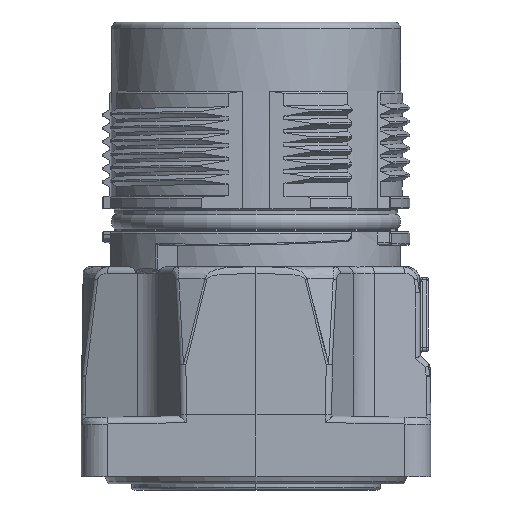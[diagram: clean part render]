
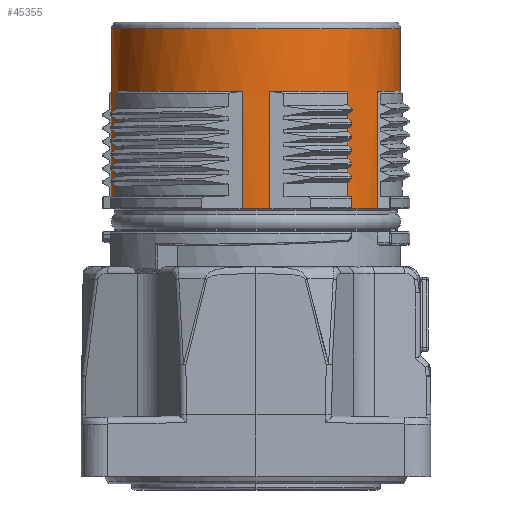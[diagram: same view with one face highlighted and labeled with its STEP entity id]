
A CAD part, front view. The second image highlights one B-rep face of the part: STEP entity #45355.
In plain terms, the highlighted cylindrical face has radius 10.75 mm (diameter 21.5 mm), a partial arc.
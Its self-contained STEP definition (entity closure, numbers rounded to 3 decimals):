
#8570=CARTESIAN_POINT('',(0.,0.,33.3));
#8571=DIRECTION('',(0.,0.,1.));
#8572=DIRECTION('',(-1.,0.,0.));
#8573=AXIS2_PLACEMENT_3D('',#8570,#8571,#8572);
#8575=CARTESIAN_POINT('',(0.,0.,28.65));
#8576=DIRECTION('',(0.,0.,-1.));
#8577=DIRECTION('',(1.,0.,0.));
#8578=AXIS2_PLACEMENT_3D('',#8575,#8576,#8577);
#8585=DIRECTION('',(0.,0.,1.));
#8586=VECTOR('',#8585,4.8);
#8587=CARTESIAN_POINT('',(-10.75,0.,28.5));
#8588=LINE('',#8587,#8586);
#8589=CARTESIAN_POINT('',(0.,0.,28.5));
#8590=DIRECTION('',(0.,0.,1.));
#8591=DIRECTION('',(-1.,0.014,0.));
#8592=AXIS2_PLACEMENT_3D('',#8589,#8590,#8591);
#8603=DIRECTION('',(0.,0.,1.));
#8604=VECTOR('',#8603,4.65);
#8605=CARTESIAN_POINT('',(10.75,0.,28.65));
#8606=LINE('',#8605,#8604);
#8648=DIRECTION('',(0.,0.,1.));
#8649=VECTOR('',#8648,8.6);
#8650=CARTESIAN_POINT('',(-10.749,0.152,19.9));
#8651=LINE('',#8650,#8649);
#8685=CARTESIAN_POINT('',(0.,0.,19.9));
#8686=DIRECTION('',(0.,0.,1.));
#8687=DIRECTION('',(0.626,-0.779,0.));
#8688=AXIS2_PLACEMENT_3D('',#8685,#8686,#8687);
#8734=CARTESIAN_POINT('',(0.,0.,19.9));
#8735=DIRECTION('',(0.,0.,1.));
#8736=DIRECTION('',(-1.,0.014,0.));
#8737=AXIS2_PLACEMENT_3D('',#8734,#8735,#8736);
#8747=CARTESIAN_POINT('',(0.,0.,19.9));
#8748=DIRECTION('',(0.,0.,1.));
#8749=DIRECTION('',(-0.096,-0.995,0.));
#8750=AXIS2_PLACEMENT_3D('',#8747,#8748,#8749);
#8795=DIRECTION('',(0.,0.,-1.));
#8796=VECTOR('',#8795,8.75);
#8797=CARTESIAN_POINT('',(6.734,-8.379,28.65));
#8798=LINE('',#8797,#8796);
#8828=DIRECTION('',(0.,0.,1.));
#8829=VECTOR('',#8828,8.75);
#8830=CARTESIAN_POINT('',(1.036,-10.7,19.9));
#8831=LINE('',#8830,#8829);
#8853=CARTESIAN_POINT('',(1.036,-10.7,28.65));
#8855=CARTESIAN_POINT('',(0.,0.,
28.65));
#8856=DIRECTION('',(0.,0.,1.));
#8857=DIRECTION('',(0.096,-0.995,0.));
#8858=AXIS2_PLACEMENT_3D('',#8855,#8856,#8857);
#9591=DIRECTION('',(0.,0.,1.));
#9592=VECTOR('',#9591,8.75);
#9593=CARTESIAN_POINT('',(9.027,-5.837,19.9));
#9594=LINE('',#9593,#9592);
#13158=DIRECTION('',(0.,0.,1.));
#13159=VECTOR('',#13158,8.75);
#13160=CARTESIAN_POINT('',(-10.257,-3.217,19.9));
#13161=LINE('',#13160,#13159);
#14008=CARTESIAN_POINT('',(0.,0.,
28.65));
#14009=DIRECTION('',(0.,0.,1.));
#14010=DIRECTION('',(-0.954,-0.299,0.));
#14011=AXIS2_PLACEMENT_3D('',#14008,#14009,#14010);
#14013=CARTESIAN_POINT('',(-1.036,-10.7,28.65));
#14020=DIRECTION('',(0.,0.,-1.));
#14021=VECTOR('',#14020,8.75);
#14022=CARTESIAN_POINT('',(-1.036,-10.7,28.65));
#14023=LINE('',#14022,#14021);
#28872=CARTESIAN_POINT('',(10.75,0.,28.65));
#28873=CARTESIAN_POINT('',(9.027,-5.837,28.65));
#28874=VERTEX_POINT('',#28872);
#28875=VERTEX_POINT('',#28873);
#28973=VERTEX_POINT('',#8853);
#29264=VERTEX_POINT('',#14013);
#29267=CARTESIAN_POINT('',(6.734,-8.379,
28.65));
#29268=VERTEX_POINT('',#29267);
#29269=CARTESIAN_POINT('',(1.036,-10.7,19.9));
#29270=VERTEX_POINT('',#29269);
#29273=CARTESIAN_POINT('',(-10.257,-3.217,
28.65));
#29274=VERTEX_POINT('',#29273);
#29275=CARTESIAN_POINT('',(-1.036,-10.7,19.9));
#29276=VERTEX_POINT('',#29275);
#29281=CARTESIAN_POINT('',(10.75,0.,33.3));
#29282=CARTESIAN_POINT('',(-10.75,0.,33.3));
#29283=VERTEX_POINT('',#29281);
#29284=VERTEX_POINT('',#29282);
#29298=CARTESIAN_POINT('',(6.734,-8.379,19.9));
#29299=CARTESIAN_POINT('',(9.027,-5.837,19.9));
#29300=VERTEX_POINT('',#29298);
#29301=VERTEX_POINT('',#29299);
#29417=CARTESIAN_POINT('',(-10.749,0.152,19.9));
#29418=CARTESIAN_POINT('',(-10.257,-3.217,19.9));
#29419=VERTEX_POINT('',#29417);
#29420=VERTEX_POINT('',#29418);
#29461=CARTESIAN_POINT('',(-10.749,0.152,28.5));
#29462=VERTEX_POINT('',#29461);
#29880=CARTESIAN_POINT('',(-10.75,0.,28.5));
#29881=VERTEX_POINT('',#29880);
#45317=CARTESIAN_POINT('',(0.,0.,34.715));
#45318=DIRECTION('',(0.,0.,-1.));
#45319=DIRECTION('',(-1.,0.,0.));
#45320=AXIS2_PLACEMENT_3D('',#45317,#45318,#45319);
#45321=CYLINDRICAL_SURFACE('',#45320,10.75);
#45322=ORIENTED_EDGE('',*,*,#45311,.T.);
#45324=ORIENTED_EDGE('',*,*,#45323,.F.);
#45326=ORIENTED_EDGE('',*,*,#45325,.T.);
#45328=ORIENTED_EDGE('',*,*,#45327,.F.);
#45330=ORIENTED_EDGE('',*,*,#45329,.F.);
#45332=ORIENTED_EDGE('',*,*,#45331,.F.);
#45334=ORIENTED_EDGE('',*,*,#45333,.F.);
#45336=ORIENTED_EDGE('',*,*,#45335,.F.);
#45338=ORIENTED_EDGE('',*,*,#45337,.F.);
#45340=ORIENTED_EDGE('',*,*,#45339,.F.);
#45342=ORIENTED_EDGE('',*,*,#45341,.F.);
#45344=ORIENTED_EDGE('',*,*,#45343,.F.);
#45346=ORIENTED_EDGE('',*,*,#45345,.F.);
#45348=ORIENTED_EDGE('',*,*,#45347,.T.);
#45350=ORIENTED_EDGE('',*,*,#45349,.T.);
#45352=ORIENTED_EDGE('',*,*,#45351,.T.);
#45353=EDGE_LOOP('',(#45322,#45324,#45326,#45328,#45330,#45332,#45334,#45336,
#45338,#45340,#45342,#45344,#45346,#45348,#45350,#45352));
#45354=FACE_OUTER_BOUND('',#45353,.F.);
#8574=CIRCLE('',#8573,10.75);
#8579=CIRCLE('',#8578,10.75);
#8593=CIRCLE('',#8592,10.75);
#8689=CIRCLE('',#8688,10.75);
#8738=CIRCLE('',#8737,10.75);
#8751=CIRCLE('',#8750,10.75);
#8859=CIRCLE('',#8858,10.75);
#14012=CIRCLE('',#14011,10.75);
#45311=EDGE_CURVE('',#29284,#29283,#8574,.T.);
#45323=EDGE_CURVE('',#28874,#29283,#8606,.T.);
#45325=EDGE_CURVE('',#28874,#28875,#8579,.T.);
#45327=EDGE_CURVE('',#29301,#28875,#9594,.T.);
#45329=EDGE_CURVE('',#29300,#29301,#8689,.T.);
#45331=EDGE_CURVE('',#29268,#29300,#8798,.T.);
#45333=EDGE_CURVE('',#28973,#29268,#8859,.T.);
#45335=EDGE_CURVE('',#29270,#28973,#8831,.T.);
#45337=EDGE_CURVE('',#29276,#29270,#8751,.T.);
#45339=EDGE_CURVE('',#29264,#29276,#14023,.T.);
#45341=EDGE_CURVE('',#29274,#29264,#14012,.T.);
#45343=EDGE_CURVE('',#29420,#29274,#13161,.T.);
#45345=EDGE_CURVE('',#29419,#29420,#8738,.T.);
#45347=EDGE_CURVE('',#29419,#29462,#8651,.T.);
#45349=EDGE_CURVE('',#29462,#29881,#8593,.T.);
#45351=EDGE_CURVE('',#29881,#29284,#8588,.T.);
#45355=ADVANCED_FACE('',(#45354),#45321,.T.);
